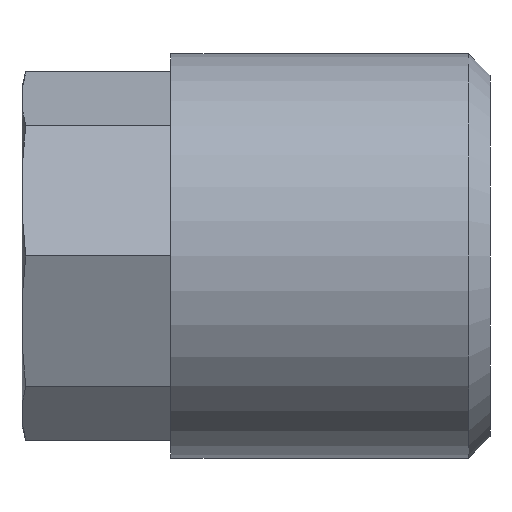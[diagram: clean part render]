
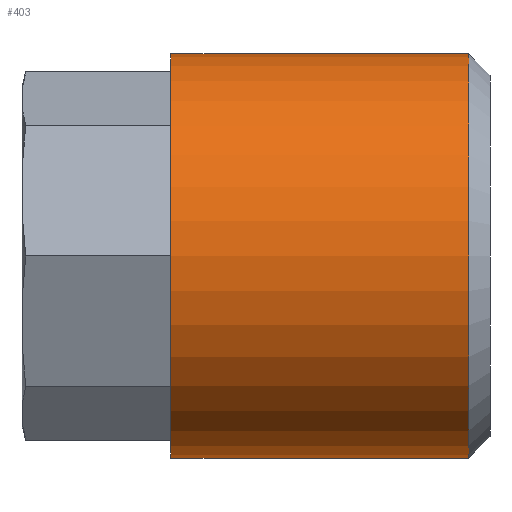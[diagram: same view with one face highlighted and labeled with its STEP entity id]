
A CAD part, left-side view. The second image highlights one B-rep face of the part: STEP entity #403.
In plain terms, the highlighted cylindrical face has radius 4.75 mm (diameter 9.5 mm), a full revolution.
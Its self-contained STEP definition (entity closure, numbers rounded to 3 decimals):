
#83=CYLINDRICAL_SURFACE('',#437,4.75);
#88=FACE_BOUND('',#128,.T.);
#96=FACE_OUTER_BOUND('',#127,.T.);
#127=EDGE_LOOP('',(#281));
#128=EDGE_LOOP('',(#282));
#159=CIRCLE('',#434,4.75);
#161=CIRCLE('',#438,4.75);
#183=VERTEX_POINT('',#611);
#185=VERTEX_POINT('',#617);
#220=EDGE_CURVE('',#183,#183,#159,.T.);
#222=EDGE_CURVE('',#185,#185,#161,.T.);
#281=ORIENTED_EDGE('',*,*,#222,.F.);
#282=ORIENTED_EDGE('',*,*,#220,.T.);
#403=ADVANCED_FACE('',(#96,#88),#83,.T.);
#434=AXIS2_PLACEMENT_3D('',#612,#492,#493);
#437=AXIS2_PLACEMENT_3D('',#616,#498,#499);
#438=AXIS2_PLACEMENT_3D('',#618,#500,#501);
#492=DIRECTION('center_axis',(0.,1.,0.));
#493=DIRECTION('ref_axis',(0.,0.,1.));
#498=DIRECTION('center_axis',(0.,-1.,0.));
#499=DIRECTION('ref_axis',(1.,0.,0.));
#500=DIRECTION('center_axis',(0.,1.,0.));
#501=DIRECTION('ref_axis',(1.,0.,0.));
#611=CARTESIAN_POINT('',(4.75,0.5,0.));
#612=CARTESIAN_POINT('Origin',(0.,0.5,0.));
#616=CARTESIAN_POINT('Origin',(0.,7.5,0.));
#617=CARTESIAN_POINT('',(4.75,7.5,0.));
#618=CARTESIAN_POINT('Origin',(0.,7.5,0.));
